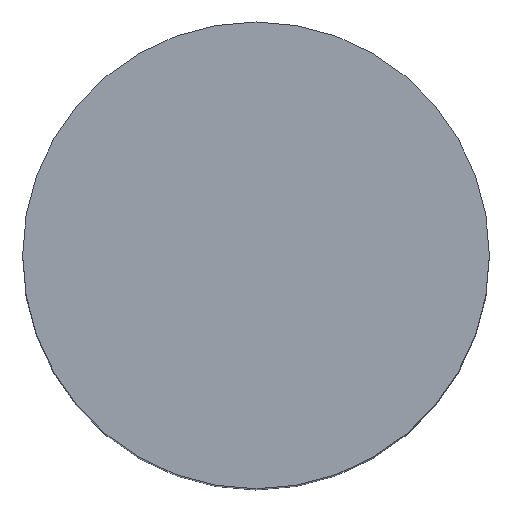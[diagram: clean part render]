
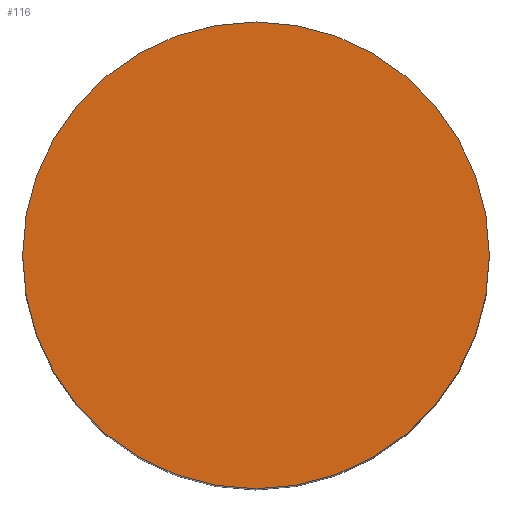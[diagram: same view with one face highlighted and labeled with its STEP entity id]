
A CAD part, top view. The second image highlights one B-rep face of the part: STEP entity #116.
In plain terms, the highlighted planar face has unit normal (0, 0, 1).
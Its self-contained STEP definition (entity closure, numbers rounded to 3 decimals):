
#32 = EDGE_CURVE('',#33,#33,#35,.T.);
#33 = VERTEX_POINT('',#34);
#34 = CARTESIAN_POINT('',(2.,0.,6.));
#35 = SURFACE_CURVE('',#36,(#41,#53),.PCURVE_S1.);
#36 = CIRCLE('',#37,2.);
#37 = AXIS2_PLACEMENT_3D('',#38,#39,#40);
#38 = CARTESIAN_POINT('',(0.,0.,6.));
#39 = DIRECTION('',(0.,0.,1.));
#40 = DIRECTION('',(1.,0.,0.));
#41 = PCURVE('',#42,#47);
#42 = CYLINDRICAL_SURFACE('',#43,2.);
#43 = AXIS2_PLACEMENT_3D('',#44,#45,#46);
#44 = CARTESIAN_POINT('',(0.,0.,0.));
#45 = DIRECTION('',(0.,0.,1.));
#46 = DIRECTION('',(1.,0.,0.));
#47 = DEFINITIONAL_REPRESENTATION('',(#48),#52);
#48 = LINE('',#49,#50);
#49 = CARTESIAN_POINT('',(0.,6.));
#50 = VECTOR('',#51,1.);
#51 = DIRECTION('',(1.,0.));
#52 = ( GEOMETRIC_REPRESENTATION_CONTEXT(2) 
PARAMETRIC_REPRESENTATION_CONTEXT() REPRESENTATION_CONTEXT('2D SPACE',''
  ) );
#53 = PCURVE('',#54,#59);
#54 = PLANE('',#55);
#55 = AXIS2_PLACEMENT_3D('',#56,#57,#58);
#56 = CARTESIAN_POINT('',(0.,0.,6.));
#57 = DIRECTION('',(0.,0.,1.));
#58 = DIRECTION('',(1.,0.,0.));
#59 = DEFINITIONAL_REPRESENTATION('',(#60),#64);
#60 = CIRCLE('',#61,2.);
#61 = AXIS2_PLACEMENT_2D('',#62,#63);
#62 = CARTESIAN_POINT('',(0.,0.));
#63 = DIRECTION('',(1.,0.));
#64 = ( GEOMETRIC_REPRESENTATION_CONTEXT(2) 
PARAMETRIC_REPRESENTATION_CONTEXT() REPRESENTATION_CONTEXT('2D SPACE',''
  ) );
#116 = ADVANCED_FACE('',(#117),#54,.T.);
#117 = FACE_BOUND('',#118,.T.);
#118 = EDGE_LOOP('',(#119));
#119 = ORIENTED_EDGE('',*,*,#32,.T.);
